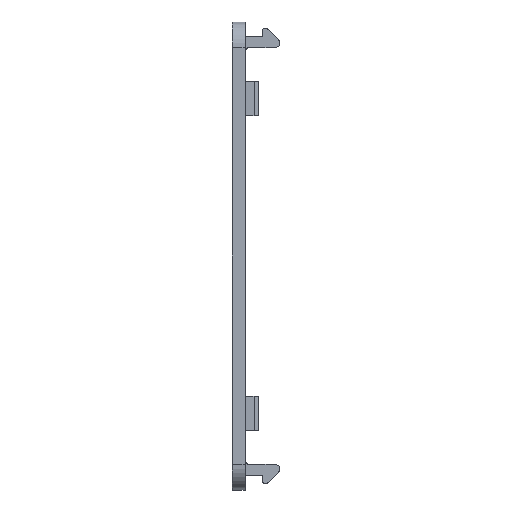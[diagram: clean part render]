
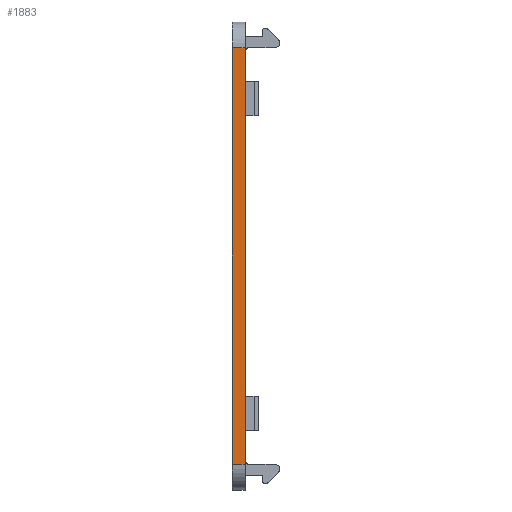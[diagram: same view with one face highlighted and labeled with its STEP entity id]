
A CAD part, left-side view. The second image highlights one B-rep face of the part: STEP entity #1883.
In plain terms, the highlighted planar face has unit normal (-1, 0, 0).
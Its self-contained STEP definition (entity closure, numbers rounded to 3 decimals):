
#211=FACE_OUTER_BOUND('',#324,.T.);
#324=EDGE_LOOP('',(#1680,#1681,#1682,#1683));
#534=LINE('',#3102,#742);
#535=LINE('',#3108,#743);
#537=LINE('',#3112,#745);
#538=LINE('',#3113,#746);
#742=VECTOR('',#2556,10.);
#743=VECTOR('',#2563,10.);
#745=VECTOR('',#2567,10.);
#746=VECTOR('',#2568,10.);
#920=VERTEX_POINT('',#3099);
#921=VERTEX_POINT('',#3101);
#923=VERTEX_POINT('',#3106);
#924=VERTEX_POINT('',#3111);
#1178=EDGE_CURVE('',#921,#920,#534,.T.);
#1181=EDGE_CURVE('',#923,#920,#535,.T.);
#1183=EDGE_CURVE('',#924,#923,#537,.T.);
#1184=EDGE_CURVE('',#921,#924,#538,.T.);
#1680=ORIENTED_EDGE('',*,*,#1181,.F.);
#1681=ORIENTED_EDGE('',*,*,#1183,.F.);
#1682=ORIENTED_EDGE('',*,*,#1184,.F.);
#1683=ORIENTED_EDGE('',*,*,#1178,.T.);
#1786=PLANE('',#2059);
#1883=ADVANCED_FACE('',(#211),#1786,.T.);
#2059=AXIS2_PLACEMENT_3D('',#3110,#2565,#2566);
#2556=DIRECTION('',(0.,0.,1.));
#2563=DIRECTION('',(0.,-1.,0.));
#2565=DIRECTION('center_axis',(-1.,0.,0.));
#2566=DIRECTION('ref_axis',(0.,0.,1.));
#2567=DIRECTION('',(0.,0.,1.));
#2568=DIRECTION('',(0.,1.,0.));
#3099=CARTESIAN_POINT('',(-110.,0.,-6.));
#3101=CARTESIAN_POINT('',(-110.,0.,-104.));
#3102=CARTESIAN_POINT('',(-110.,0.,-104.));
#3106=CARTESIAN_POINT('',(-110.,3.,-6.));
#3108=CARTESIAN_POINT('',(-110.,0.,-6.));
#3110=CARTESIAN_POINT('Origin',(-110.,0.,-104.));
#3111=CARTESIAN_POINT('',(-110.,3.,-104.));
#3112=CARTESIAN_POINT('',(-110.,3.,-104.));
#3113=CARTESIAN_POINT('',(-110.,0.,-104.));
